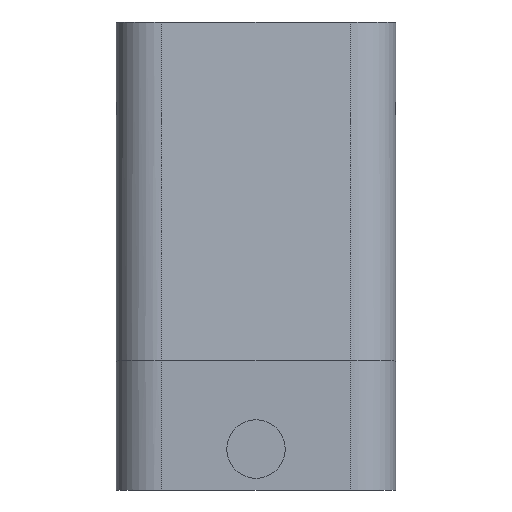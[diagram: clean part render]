
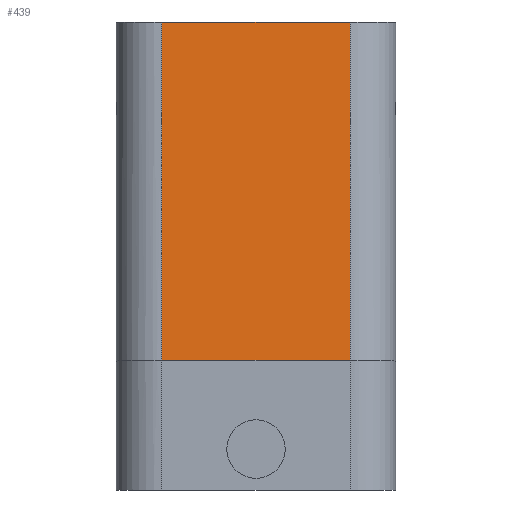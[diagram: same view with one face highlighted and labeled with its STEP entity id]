
A CAD part, left-side view. The second image highlights one B-rep face of the part: STEP entity #439.
In plain terms, the highlighted planar face has unit normal (-0.998, 0, 0.056).
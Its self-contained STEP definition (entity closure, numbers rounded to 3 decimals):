
#439 = ADVANCED_FACE( '', ( #913 ), #914, .T. );
#913 = FACE_OUTER_BOUND( '', #1401, .T. );
#914 = PLANE( '', #1402 );
#1401 = EDGE_LOOP( '', ( #2701, #2702, #2703, #2704 ) );
#1402 = AXIS2_PLACEMENT_3D( '', #2705, #2706, #2707 );
#2701 = ORIENTED_EDGE( '', *, *, #2970, .T. );
#2702 = ORIENTED_EDGE( '', *, *, #3269, .F. );
#2703 = ORIENTED_EDGE( '', *, *, #3258, .F. );
#2704 = ORIENTED_EDGE( '', *, *, #3053, .T. );
#2705 = CARTESIAN_POINT( '', ( -36.5, -21.5, 20. ) );
#2706 = DIRECTION( '', ( -0.998, 0., 0.056 ) );
#2707 = DIRECTION( '', ( 0.056, 0., 0.998 ) );
#2970 = EDGE_CURVE( '', #3566, #3564, #3567, .T. );
#3053 = EDGE_CURVE( '', #3625, #3566, #3701, .T. );
#3258 = EDGE_CURVE( '', #3625, #3991, #3992, .T. );
#3269 = EDGE_CURVE( '', #3991, #3564, #4005, .T. );
#3564 = VERTEX_POINT( '', #4456 );
#3566 = VERTEX_POINT( '', #4458 );
#3567 = LINE( '', #4459, #4460 );
#3625 = VERTEX_POINT( '', #4587 );
#3701 = LINE( '', #4696, #4697 );
#3991 = VERTEX_POINT( '', #5131 );
#3992 = LINE( '', #5132, #5133 );
#4005 = LINE( '', #5150, #5151 );
#4456 = CARTESIAN_POINT( '', ( -33.6, -14.5, 72. ) );
#4458 = CARTESIAN_POINT( '', ( -36.5, -14.5, 20. ) );
#4459 = CARTESIAN_POINT( '', ( -33.6, -14.5, 72. ) );
#4460 = VECTOR( '', #5454, 1000. );
#4587 = CARTESIAN_POINT( '', ( -36.5, 14.5, 20. ) );
#4696 = CARTESIAN_POINT( '', ( -36.5, 0., 20. ) );
#4697 = VECTOR( '', #5542, 1000. );
#5131 = CARTESIAN_POINT( '', ( -33.6, 14.5, 72. ) );
#5132 = CARTESIAN_POINT( '', ( -33.6, 14.5, 72. ) );
#5133 = VECTOR( '', #5736, 1000. );
#5150 = CARTESIAN_POINT( '', ( -33.6, 0., 72. ) );
#5151 = VECTOR( '', #5747, 1000. );
#5454 = DIRECTION( '', ( 0.056, 0., 0.998 ) );
#5542 = DIRECTION( '', ( 0., -1., 0. ) );
#5736 = DIRECTION( '', ( 0.056, 0., 0.998 ) );
#5747 = DIRECTION( '', ( 0., -1., 0. ) );
